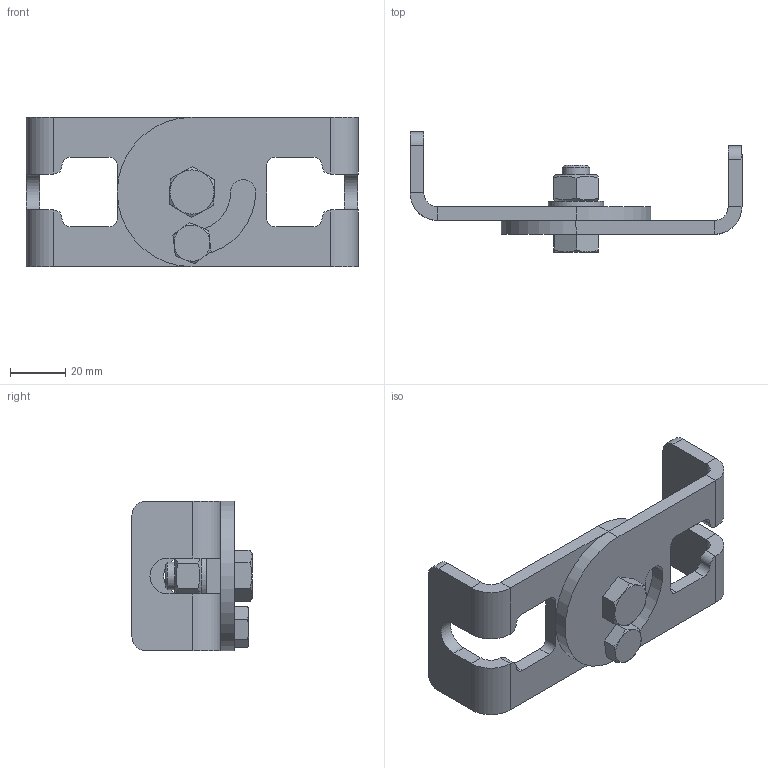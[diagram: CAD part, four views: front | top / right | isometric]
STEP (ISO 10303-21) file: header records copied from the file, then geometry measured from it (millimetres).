
FILE_DESCRIPTION(/* description */ (''),/* implementation_level */ '2;1');
FILE_NAME(/* name */ 'WPPGV.stp',/* time_stamp */ '2020-11-18T13:12:37+01:00',/* author */ ('stanislaw.luczak'),/* organization */ (''),/* preprocessor_version */ 'ST-DEVELOPER v18.1',/* originating_system */ 'Autodesk Inventor 2021',/* authorisation */ '');
FILE_SCHEMA (('AUTOMOTIVE_DESIGN { 1 0 10303 214 3 1 1 }'));
Length unit declared in the file: millimetre
Products named in the file (9): WPPGV; WPPGV (1); WPPGV (2)_; ISO 4034 - M8; ISO 4034 - M10; ISO 7089 - 8; ISO 7089 - 10; ISO 4018 - M8 x 25; ISO 4018 - M10 x 25
Assembly tree (8 placements, depth 2):
  WPPGV
    WPPGV (1)
    WPPGV (2)_
    ISO 4034 - M8
    ISO 4034 - M10
    ISO 7089 - 8
    ISO 7089 - 10
    ISO 4018 - M8 x 25
    ISO 4018 - M10 x 25
Bounding box: 120 x 43.4 x 54 mm (x, y, z)
Volume: 52128.4 mm3; surface area: 28546.1 mm2
Topology: 8 solids, 8 shells, 144 faces, 350 edges, 220 vertices
Faces by surface type: plane 74, cylinder 46, cone 22, torus 2
Full cylindrical faces by diameter (mm): 6.647 x1, 8 x1, 8.376 x1, 8.4 x1, 10 x1, 10.5 x1, 11 x2, 16 x1, 20 x1
Entity records: 4586 total; most frequent: CARTESIAN_POINT 827, DIRECTION 758, ORIENTED_EDGE 700, EDGE_CURVE 350, AXIS2_PLACEMENT_3D 295, VERTEX_POINT 220, LINE 168, VECTOR 168
